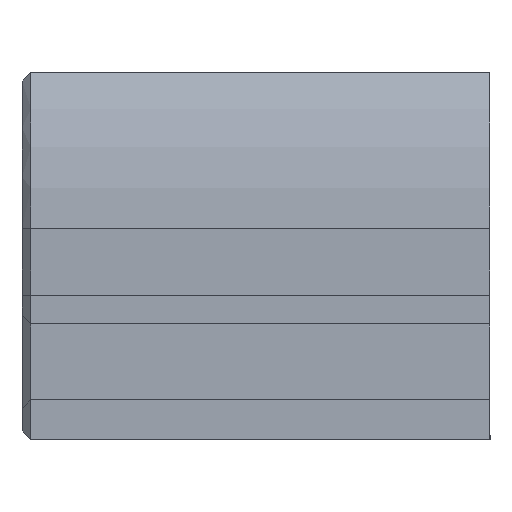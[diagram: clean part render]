
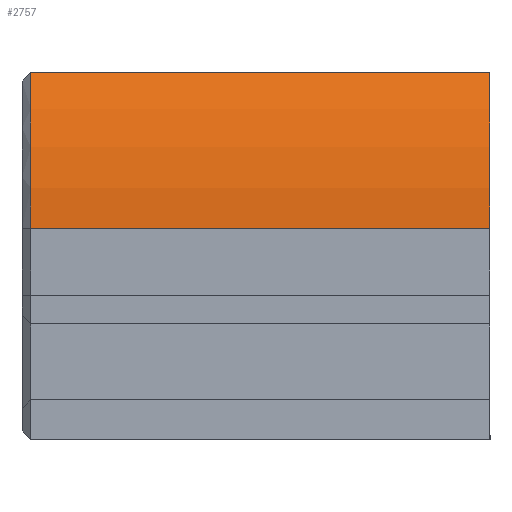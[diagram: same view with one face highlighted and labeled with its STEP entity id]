
A CAD part, left-side view. The second image highlights one B-rep face of the part: STEP entity #2757.
In plain terms, the highlighted cylindrical face has radius 14 mm (diameter 28.001 mm), a partial arc.
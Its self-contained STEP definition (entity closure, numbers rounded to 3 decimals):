
#63=CIRCLE('',#2903,14.);
#96=CIRCLE('',#2981,14.);
#155=CYLINDRICAL_SURFACE('',#2985,14.);
#362=FACE_OUTER_BOUND('',#531,.T.);
#531=EDGE_LOOP('',(#2306,#2307,#2308,#2309));
#785=LINE('',#4459,#1070);
#837=LINE('',#4610,#1122);
#1070=VECTOR('',#3412,10.);
#1122=VECTOR('',#3566,10.);
#1304=VERTEX_POINT('',#4288);
#1305=VERTEX_POINT('',#4290);
#1369=VERTEX_POINT('',#4457);
#1417=VERTEX_POINT('',#4602);
#1584=EDGE_CURVE('',#1304,#1305,#63,.T.);
#1669=EDGE_CURVE('',#1304,#1369,#785,.T.);
#1745=EDGE_CURVE('',#1417,#1369,#96,.T.);
#1748=EDGE_CURVE('',#1305,#1417,#837,.T.);
#2306=ORIENTED_EDGE('',*,*,#1745,.F.);
#2307=ORIENTED_EDGE('',*,*,#1748,.F.);
#2308=ORIENTED_EDGE('',*,*,#1584,.F.);
#2309=ORIENTED_EDGE('',*,*,#1669,.T.);
#2757=ADVANCED_FACE('',(#362),#155,.T.);
#2903=AXIS2_PLACEMENT_3D('',#4291,#3279,#3280);
#2981=AXIS2_PLACEMENT_3D('',#4604,#3555,#3556);
#2985=AXIS2_PLACEMENT_3D('',#4609,#3564,#3565);
#3279=DIRECTION('center_axis',(0.,1.,0.));
#3280=DIRECTION('ref_axis',(0.862,0.,0.507));
#3412=DIRECTION('',(0.,-1.,0.));
#3555=DIRECTION('center_axis',(0.,-1.,0.));
#3556=DIRECTION('ref_axis',(0.862,0.,0.507));
#3564=DIRECTION('center_axis',(0.,-1.,0.));
#3565=DIRECTION('ref_axis',(0.862,0.,0.507));
#3566=DIRECTION('',(0.,-1.,0.));
#4288=CARTESIAN_POINT('',(128.919,-119.462,58.354));
#4290=CARTESIAN_POINT('',(130.853,-119.462,51.339));
#4291=CARTESIAN_POINT('Origin',(116.853,-119.462,51.253));
#4457=CARTESIAN_POINT('',(128.919,-140.062,58.354));
#4459=CARTESIAN_POINT('',(128.919,-119.462,58.354));
#4602=CARTESIAN_POINT('',(130.853,-140.062,51.339));
#4604=CARTESIAN_POINT('Origin',(116.853,-140.062,51.253));
#4609=CARTESIAN_POINT('Origin',(116.853,-119.462,51.253));
#4610=CARTESIAN_POINT('',(130.853,-119.462,51.339));
